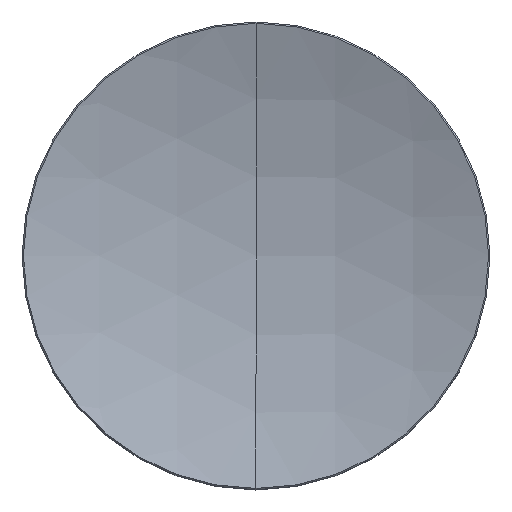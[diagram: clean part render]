
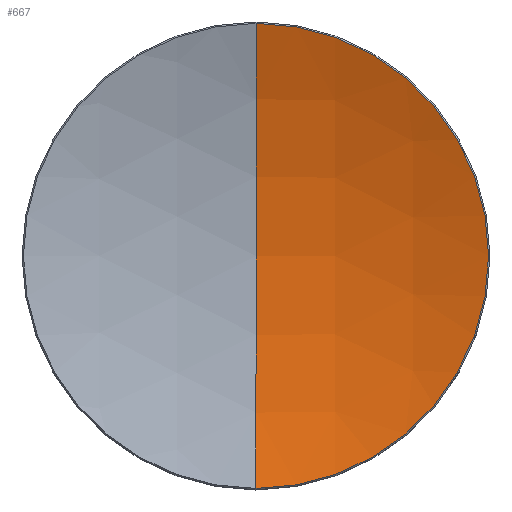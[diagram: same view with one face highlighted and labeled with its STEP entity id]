
A CAD part, top view. The second image highlights one B-rep face of the part: STEP entity #667.
In plain terms, the highlighted spherical face has radius 76.2 mm.
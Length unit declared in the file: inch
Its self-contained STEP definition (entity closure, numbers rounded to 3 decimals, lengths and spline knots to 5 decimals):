
#48 = CARTESIAN_POINT ( 'NONE',  ( 0., 0., 3.35433 ) ) ;
#83 = CARTESIAN_POINT ( 'NONE',  ( 0., -0.99418, 0.52385 ) ) ;
#140 = SPHERICAL_SURFACE ( 'NONE', #173, 3. ) ;
#160 = DIRECTION ( 'NONE',  ( -1., 0., 0. ) ) ;
#173 = AXIS2_PLACEMENT_3D ( 'NONE', #48, #160, #188 ) ;
#174 = FACE_OUTER_BOUND ( 'NONE', #604, .T. ) ;
#175 = CARTESIAN_POINT ( 'NONE',  ( 0., 0., 0.35433 ) ) ;
#186 = CARTESIAN_POINT ( 'NONE',  ( 0., 0.99418, 0.52385 ) ) ;
#188 = DIRECTION ( 'NONE',  ( 0., 1., 0. ) ) ;
#194 = CARTESIAN_POINT ( 'NONE',  ( 0.99418, 0., 0.52385 ) ) ;
#225 = CARTESIAN_POINT ( 'NONE',  ( 0., 0., 0.52385 ) ) ;
#554 = EDGE_CURVE ( 'NONE', #666, #669, #2480, .T. ) ;
#555 = EDGE_CURVE ( 'NONE', #666, #671, #2471, .T. ) ;
#604 = EDGE_LOOP ( 'NONE', ( #605, #639, #638, #643 ) ) ;
#605 = ORIENTED_EDGE ( 'NONE', *, *, #555, .F. ) ;
#638 = ORIENTED_EDGE ( 'NONE', *, *, #640, .T. ) ;
#639 = ORIENTED_EDGE ( 'NONE', *, *, #554, .T. ) ;
#640 = EDGE_CURVE ( 'NONE', #669, #668, #1952, .T. ) ;
#641 = EDGE_CURVE ( 'NONE', #668, #671, #1953, .T. ) ;
#643 = ORIENTED_EDGE ( 'NONE', *, *, #641, .T. ) ;
#665 = AXIS2_PLACEMENT_3D ( 'NONE', #225, #705, #1502 ) ;
#666 = VERTEX_POINT ( 'NONE', #175 ) ;
#667 = ADVANCED_FACE ( 'NONE', ( #174 ), #140, .F. ) ;
#668 = VERTEX_POINT ( 'NONE', #194 ) ;
#669 = VERTEX_POINT ( 'NONE', #83 ) ;
#671 = VERTEX_POINT ( 'NONE', #186 ) ;
#705 = DIRECTION ( 'NONE',  ( 0., 0., 1. ) ) ;
#1502 = DIRECTION ( 'NONE',  ( 1., 0., 0. ) ) ;
#1627 = DIRECTION ( 'NONE',  ( 1., 0., 0. ) ) ;
#1952 = CIRCLE ( 'NONE', #665, 0.99418 ) ;
#1953 = CIRCLE ( 'NONE', #2042, 0.99418 ) ;
#2042 = AXIS2_PLACEMENT_3D ( 'NONE', #2049, #2048, #1627 ) ;
#2048 = DIRECTION ( 'NONE',  ( 0., 0., 1. ) ) ;
#2049 = CARTESIAN_POINT ( 'NONE',  ( 0., 0., 0.52385 ) ) ;
#2378 = DIRECTION ( 'NONE',  ( 0., 0., -1. ) ) ;
#2379 = DIRECTION ( 'NONE',  ( 1., 0., 0. ) ) ;
#2380 = AXIS2_PLACEMENT_3D ( 'NONE', #2479, #2379, #2378 ) ;
#2381 = DIRECTION ( 'NONE',  ( 0., -1., 0. ) ) ;
#2470 = CARTESIAN_POINT ( 'NONE',  ( 0., 0., 3.35433 ) ) ;
#2471 = CIRCLE ( 'NONE', #2380, 3. ) ;
#2479 = CARTESIAN_POINT ( 'NONE',  ( 0., 0., 3.35433 ) ) ;
#2480 = CIRCLE ( 'NONE', #2486, 3. ) ;
#2486 = AXIS2_PLACEMENT_3D ( 'NONE', #2470, #2488, #2381 ) ;
#2488 = DIRECTION ( 'NONE',  ( -1., 0., 0. ) ) ;
